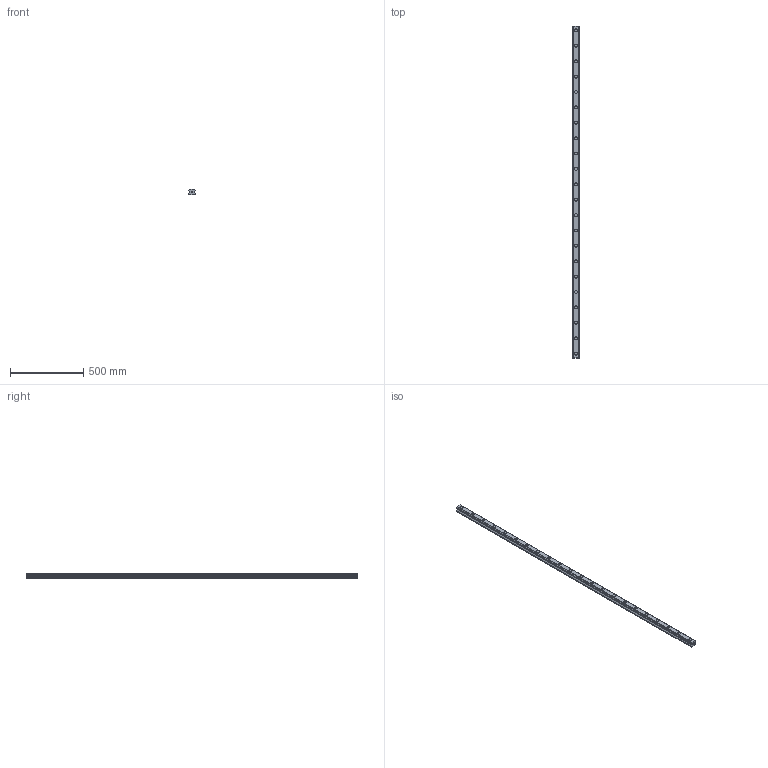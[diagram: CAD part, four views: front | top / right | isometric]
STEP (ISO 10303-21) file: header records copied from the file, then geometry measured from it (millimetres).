
FILE_DESCRIPTION(('STEP AP214'),'1');
FILE_NAME('cctmp_1BF4FA7B-4B3F-4525-B1D2-7337568AE062_2020_10_29_12_2_27_936..stp','2020-10-29T11:02:28',('HIWIN GmbH'),('CADClick - www.CADClick.com'),'Spatial InterOp 3D',' ','unknown authorization');
FILE_SCHEMA(('AUTOMOTIVE_DESIGN'));
Length unit declared in the file: millimetre
Products named in the file (1): HGR45R2265H_FILE
Bounding box: 45 x 2265 x 38 mm (x, y, z)
Volume: 3043418.2 mm3; surface area: 440909.2 mm2
Topology: 1 solids, 1 shells, 295 faces, 669 edges, 446 vertices
Faces by surface type: plane 159, cylinder 136
Entity records: 10739 total; most frequent: DIRECTION 1533, CARTESIAN_POINT 1411, ORIENTED_EDGE 1338, EDGE_CURVE 669, AXIS2_PLACEMENT_3D 568, VERTEX_POINT 446, LINE 397, VECTOR 397
